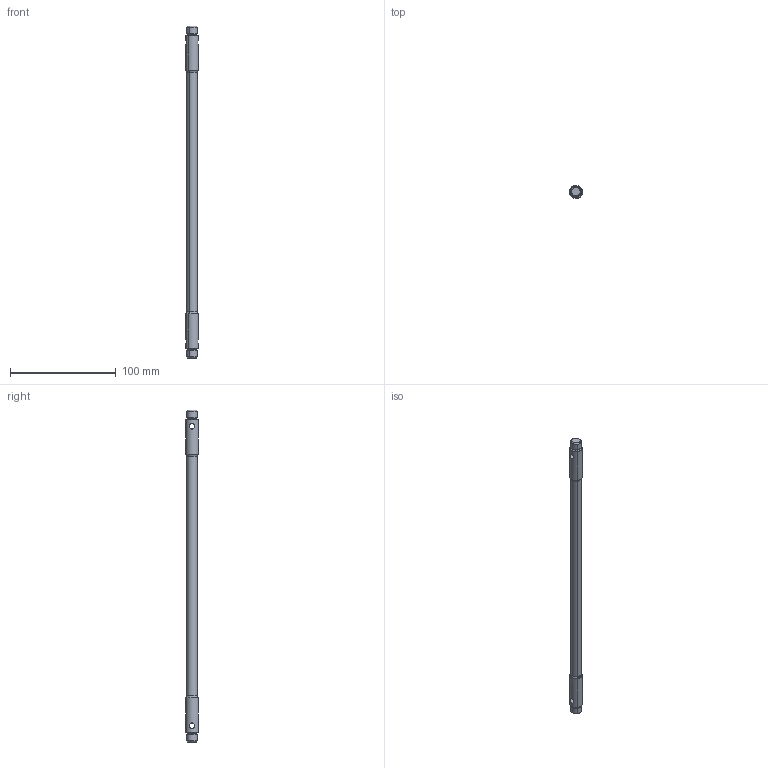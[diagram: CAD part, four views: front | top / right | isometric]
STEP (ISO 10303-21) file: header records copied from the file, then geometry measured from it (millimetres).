
FILE_DESCRIPTION(('CATIA V5 STEP Exchange'),'2;1');
FILE_NAME('EOLX1.1-D-120-008_A.stp','2020-01-30T22:02:37+00:00',('none'),('none'),'CATIA Version 5 Release 21 GA (IN-10)','CATIA V5 STEP AP203','none');
FILE_SCHEMA(('CONFIG_CONTROL_DESIGN'));
Length unit declared in the file: millimetre
Products named in the file (1): EOLX1.1-D-120-008_A
Bounding box: 12 x 12 x 314 mm (x, y, z)
Volume: 26456.1 mm3; surface area: 10785.5 mm2
Topology: 1 solids, 1 shells, 38 faces, 78 edges, 44 vertices
Faces by surface type: cylinder 14, cone 12, torus 8, plane 4
Entity records: 996 total; most frequent: CARTESIAN_POINT 253, ORIENTED_EDGE 156, DIRECTION 106, EDGE_CURVE 78, AXIS2_PLACEMENT_3D 63, CIRCLE 44, EDGE_LOOP 44, VERTEX_POINT 44
